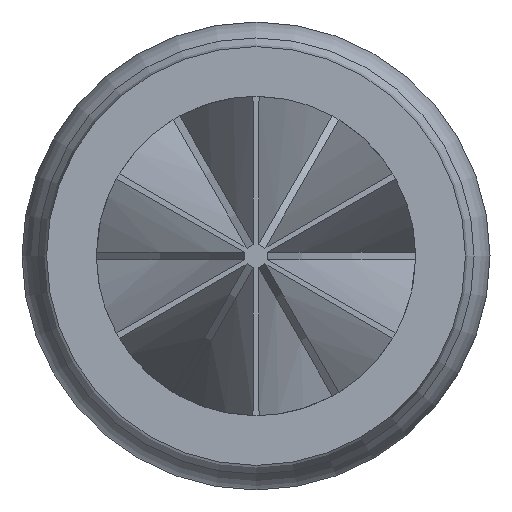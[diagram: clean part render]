
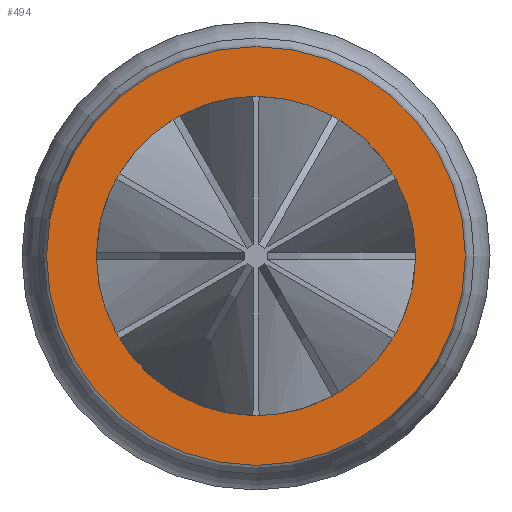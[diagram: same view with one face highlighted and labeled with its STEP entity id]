
A CAD part, left-side view. The second image highlights one B-rep face of the part: STEP entity #494.
In plain terms, the highlighted planar face has unit normal (-1, 0, 0).
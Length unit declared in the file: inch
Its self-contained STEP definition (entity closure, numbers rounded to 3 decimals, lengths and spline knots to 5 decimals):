
#24 = CARTESIAN_POINT ( 'NONE',  ( 0., 0., 0.01378 ) ) ;
#188 = DIRECTION ( 'NONE',  ( 1., 0., 0. ) ) ;
#196 = DIRECTION ( 'NONE',  ( -1., 0., 0. ) ) ;
#210 = FACE_OUTER_BOUND ( 'NONE', #1342, .T. ) ;
#218 = DIRECTION ( 'NONE',  ( 0., 0., 1. ) ) ;
#225 = CARTESIAN_POINT ( 'NONE',  ( 0., 0., 0.0105 ) ) ;
#285 = CARTESIAN_POINT ( 'NONE',  ( 0., 0., 0. ) ) ;
#317 = DIRECTION ( 'NONE',  ( 0., 0., 1. ) ) ;
#352 = AXIS2_PLACEMENT_3D ( 'NONE', #285, #1460, #374 ) ;
#374 = DIRECTION ( 'NONE',  ( 0., 0., 1. ) ) ;
#444 = FACE_BOUND ( 'NONE', #988, .T. ) ;
#494 = ADVANCED_FACE ( 'NONE', ( #444, #210 ), #1164, .T. ) ;
#528 = ORIENTED_EDGE ( 'NONE', *, *, #1073, .T. ) ;
#656 = AXIS2_PLACEMENT_3D ( 'NONE', #1048, #196, #218 ) ;
#662 = CIRCLE ( 'NONE', #821, 0.0105 ) ;
#821 = AXIS2_PLACEMENT_3D ( 'NONE', #1278, #188, #317 ) ;
#988 = EDGE_LOOP ( 'NONE', ( #528 ) ) ;
#1048 = CARTESIAN_POINT ( 'NONE',  ( 0., 0.0129, 0. ) ) ;
#1073 = EDGE_CURVE ( 'NONE', #1530, #1530, #662, .T. ) ;
#1164 = PLANE ( 'NONE',  #656 ) ;
#1185 = VERTEX_POINT ( 'NONE', #24 ) ;
#1229 = EDGE_CURVE ( 'NONE', #1185, #1185, #1306, .T. ) ;
#1278 = CARTESIAN_POINT ( 'NONE',  ( 0., 0., 0. ) ) ;
#1306 = CIRCLE ( 'NONE', #352, 0.01378 ) ;
#1342 = EDGE_LOOP ( 'NONE', ( #1421 ) ) ;
#1421 = ORIENTED_EDGE ( 'NONE', *, *, #1229, .T. ) ;
#1460 = DIRECTION ( 'NONE',  ( -1., 0., 0. ) ) ;
#1530 = VERTEX_POINT ( 'NONE', #225 ) ;
